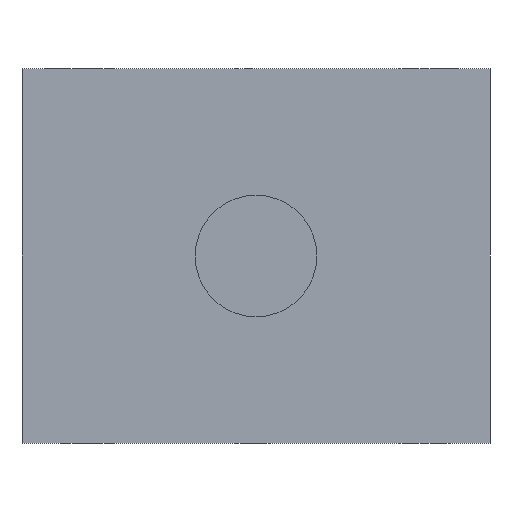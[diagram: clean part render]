
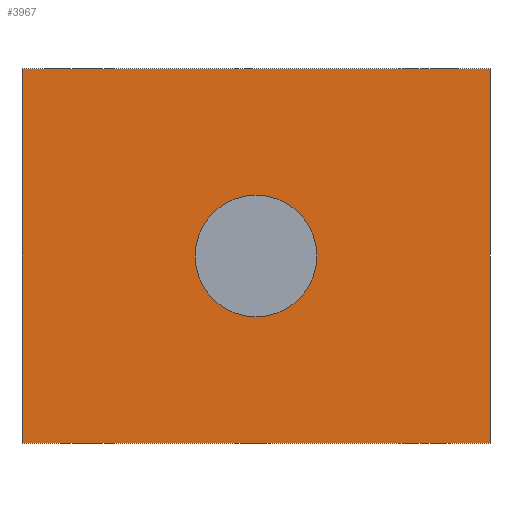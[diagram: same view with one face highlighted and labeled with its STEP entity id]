
A CAD part, front view. The second image highlights one B-rep face of the part: STEP entity #3967.
In plain terms, the highlighted planar face has unit normal (0, -1, 0).
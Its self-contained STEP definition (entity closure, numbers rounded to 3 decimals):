
#184=LINE('',#6040,#477);
#187=LINE('',#6053,#480);
#319=LINE('',#6407,#612);
#320=LINE('',#6415,#613);
#477=VECTOR('',#4771,1000.);
#480=VECTOR('',#4782,1000.);
#612=VECTOR('',#5086,1000.);
#613=VECTOR('',#5095,1000.);
#1083=ORIENTED_EDGE('',*,*,#2088,.F.);
#1084=ORIENTED_EDGE('',*,*,#1908,.F.);
#1085=ORIENTED_EDGE('',*,*,#2087,.F.);
#1086=ORIENTED_EDGE('',*,*,#1914,.F.);
#1087=ORIENTED_EDGE('',*,*,#2083,.F.);
#1908=EDGE_CURVE('',#2463,#2460,#184,.T.);
#1914=EDGE_CURVE('',#2469,#2470,#187,.T.);
#2083=EDGE_CURVE('',#2460,#2469,#319,.T.);
#2087=EDGE_CURVE('',#2470,#2463,#320,.T.);
#2088=EDGE_CURVE('',#2609,#2609,#2893,.F.);
#2460=VERTEX_POINT('',#6034);
#2463=VERTEX_POINT('',#6039);
#2469=VERTEX_POINT('',#6052);
#2470=VERTEX_POINT('',#6054);
#2609=VERTEX_POINT('',#6418);
#2893=CIRCLE('',#4342,6.5);
#3142=EDGE_LOOP('',(#1083));
#3143=EDGE_LOOP('',(#1084,#1085,#1086,#1087));
#3509=FACE_BOUND('',#3142,.T.);
#3510=FACE_BOUND('',#3143,.T.);
#3825=PLANE('',#4341);
#3967=ADVANCED_FACE('',(#3509,#3510),#3825,.F.);
#4341=AXIS2_PLACEMENT_3D('',#6416,#5096,#5097);
#4342=AXIS2_PLACEMENT_3D('',#6417,#5098,#5099);
#4771=DIRECTION('',(0.,0.,1.));
#4782=DIRECTION('',(0.,0.,-1.));
#5086=DIRECTION('',(1.,0.,0.));
#5095=DIRECTION('',(-1.,0.,0.));
#5096=DIRECTION('',(0.,1.,0.));
#5097=DIRECTION('',(0.,0.,1.));
#5098=DIRECTION('',(0.,1.,0.));
#5099=DIRECTION('',(0.,0.,1.));
#6034=CARTESIAN_POINT('',(-25.,-89.,20.));
#6039=CARTESIAN_POINT('',(-25.,-89.,-20.));
#6040=CARTESIAN_POINT('',(-25.,-89.,-20.));
#6052=CARTESIAN_POINT('',(25.,-89.,20.));
#6053=CARTESIAN_POINT('',(25.,-89.,20.));
#6054=CARTESIAN_POINT('',(25.,-89.,-20.));
#6407=CARTESIAN_POINT('',(-25.,-89.,20.));
#6415=CARTESIAN_POINT('',(25.,-89.,-20.));
#6416=CARTESIAN_POINT('',(0.,-89.,0.));
#6417=CARTESIAN_POINT('',(0.,-89.,0.));
#6418=CARTESIAN_POINT('',(0.,-89.,6.5));
